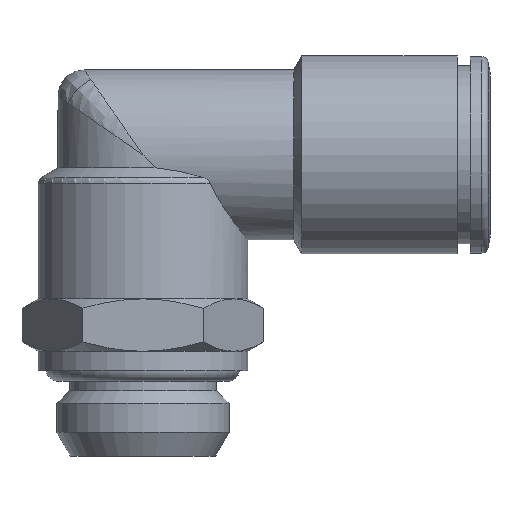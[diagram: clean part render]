
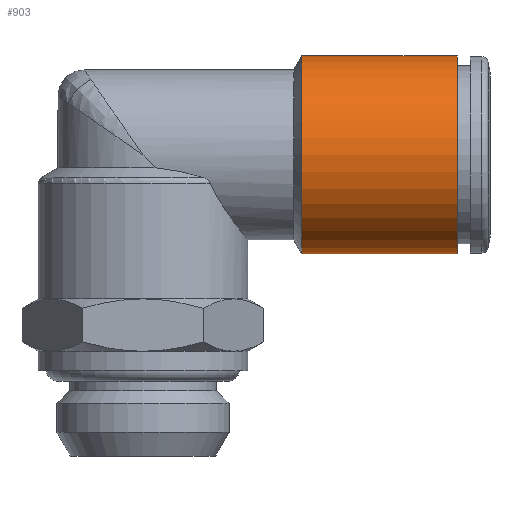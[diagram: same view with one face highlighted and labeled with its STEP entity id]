
A CAD part, front view. The second image highlights one B-rep face of the part: STEP entity #903.
In plain terms, the highlighted cylindrical face has radius 7.55 mm (diameter 15.1 mm), a full revolution.
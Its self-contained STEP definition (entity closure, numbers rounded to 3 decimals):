
#117=CYLINDRICAL_SURFACE('',#1027,7.55);
#151=FACE_BOUND('',#300,.T.);
#202=FACE_OUTER_BOUND('',#299,.T.);
#299=EDGE_LOOP('',(#696));
#300=EDGE_LOOP('',(#697));
#402=CIRCLE('',#1026,7.55);
#403=CIRCLE('',#1028,7.55);
#471=VERTEX_POINT('',#2131);
#472=VERTEX_POINT('',#2134);
#559=EDGE_CURVE('',#471,#471,#402,.T.);
#560=EDGE_CURVE('',#472,#472,#403,.T.);
#696=ORIENTED_EDGE('',*,*,#560,.T.);
#697=ORIENTED_EDGE('',*,*,#559,.F.);
#903=ADVANCED_FACE('',(#202,#151),#117,.T.);
#1026=AXIS2_PLACEMENT_3D('',#2132,#1219,#1220);
#1027=AXIS2_PLACEMENT_3D('',#2133,#1221,#1222);
#1028=AXIS2_PLACEMENT_3D('',#2135,#1223,#1224);
#1219=DIRECTION('center_axis',(1.,0.,0.));
#1220=DIRECTION('ref_axis',(0.,0.,1.));
#1221=DIRECTION('center_axis',(-1.,0.,0.));
#1222=DIRECTION('ref_axis',(0.,0.,1.));
#1223=DIRECTION('center_axis',(1.,0.,0.));
#1224=DIRECTION('ref_axis',(0.,0.,1.));
#2131=CARTESIAN_POINT('',(39.247,17.943,35.719));
#2132=CARTESIAN_POINT('Origin',(39.247,17.943,28.169));
#2133=CARTESIAN_POINT('Origin',(39.247,17.943,28.169));
#2134=CARTESIAN_POINT('',(27.353,17.943,35.719));
#2135=CARTESIAN_POINT('Origin',(27.353,17.943,28.169));
